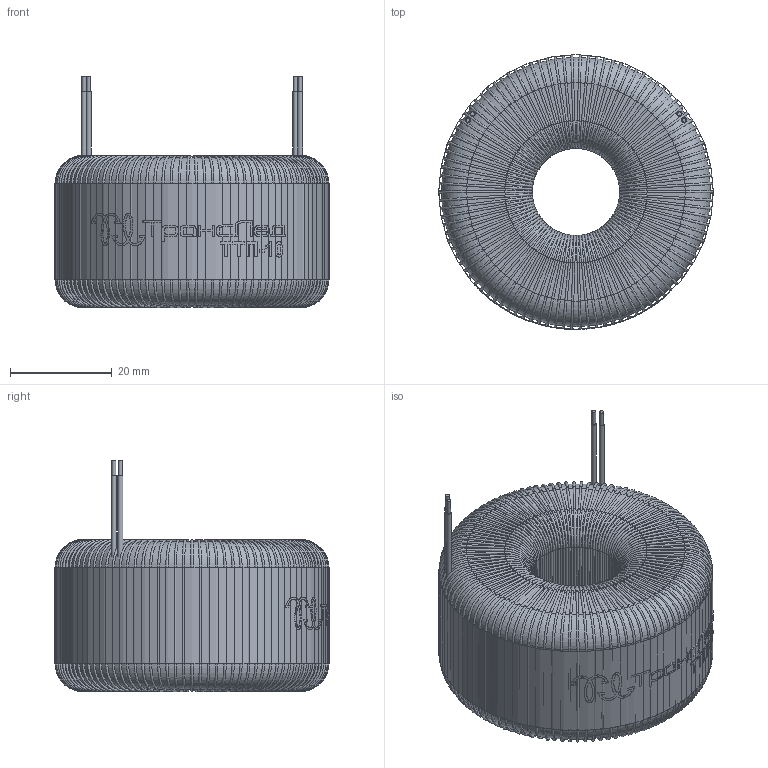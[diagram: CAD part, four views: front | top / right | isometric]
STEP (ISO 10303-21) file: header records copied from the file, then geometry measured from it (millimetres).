
FILE_DESCRIPTION(/* description */ (''),/* implementation_level */ '2;1');
FILE_NAME(/* name */ 'TTP-10 v2.step',/* time_stamp */ '2022-11-25T08:59:54+03:00',/* author */ (''),/* organization */ (''),/* preprocessor_version */ 'ST-DEVELOPER v19.2',/* originating_system */ 'Autodesk Translation Framework v11.17.0.187',/* authorisation */ '');
FILE_SCHEMA (('AUTOMOTIVE_DESIGN { 1 0 10303 214 3 1 1 }'));
Length unit declared in the file: millimetre
Products named in the file (1): TTP-10
Bounding box: 54.02 x 54.06 x 45.45 mm (x, y, z)
Volume: 55693.7 mm3; surface area: 28643.6 mm2
Topology: 128 solids, 128 shells, 1263 faces, 3633 edges, 2422 vertices
Faces by surface type: cylinder 452, torus 412, bspline 208, plane 191
Full cylindrical faces by diameter (mm): 0.45 x408, 0.8 x4, 1 x4, 18 x1, 53 x1, 54 x1, 54.02 x1
Entity records: 46209 total; most frequent: CARTESIAN_POINT 11888, DIRECTION 7558, ORIENTED_EDGE 7266, EDGE_CURVE 3633, AXIS2_PLACEMENT_3D 3306, VERTEX_POINT 2422, CIRCLE 2233, EDGE_LOOP 1279
